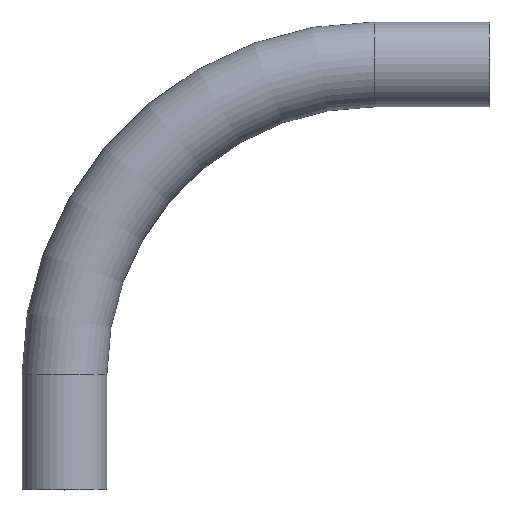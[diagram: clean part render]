
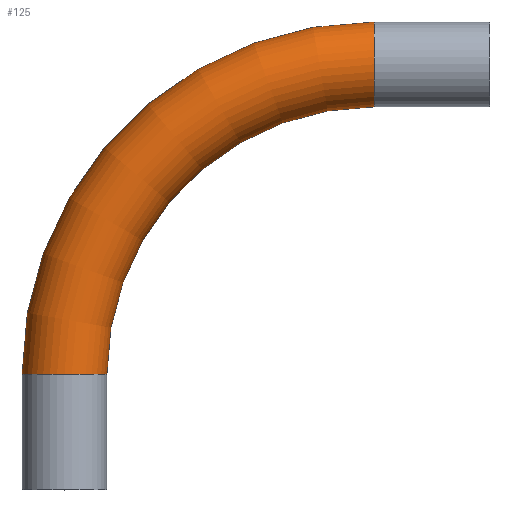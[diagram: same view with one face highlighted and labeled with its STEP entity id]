
A CAD part, top view. The second image highlights one B-rep face of the part: STEP entity #125.
In plain terms, the highlighted toroidal (fillet/blend) face has major radius 231.75 mm and minor radius 31.75 mm.
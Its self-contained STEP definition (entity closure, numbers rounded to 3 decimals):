
#20=TOROIDAL_SURFACE('',#165,231.75,31.75);
#25=FACE_OUTER_BOUND('',#33,.T.);
#33=EDGE_LOOP('',(#105,#106,#107,#108));
#55=CIRCLE('',#164,31.75);
#56=CIRCLE('',#166,200.);
#57=CIRCLE('',#167,31.75);
#66=VERTEX_POINT('',#240);
#67=VERTEX_POINT('',#244);
#80=EDGE_CURVE('',#66,#66,#55,.T.);
#81=EDGE_CURVE('',#66,#67,#56,.T.);
#82=EDGE_CURVE('',#67,#67,#57,.T.);
#105=ORIENTED_EDGE('',*,*,#80,.F.);
#106=ORIENTED_EDGE('',*,*,#81,.T.);
#107=ORIENTED_EDGE('',*,*,#82,.T.);
#108=ORIENTED_EDGE('',*,*,#81,.F.);
#125=ADVANCED_FACE('',(#25),#20,.T.);
#164=AXIS2_PLACEMENT_3D('',#242,#201,#202);
#165=AXIS2_PLACEMENT_3D('',#243,#203,#204);
#166=AXIS2_PLACEMENT_3D('',#245,#205,#206);
#167=AXIS2_PLACEMENT_3D('',#246,#207,#208);
#201=DIRECTION('center_axis',(1.,0.,0.));
#202=DIRECTION('ref_axis',(0.,1.,0.));
#203=DIRECTION('center_axis',(0.,0.,-1.));
#204=DIRECTION('ref_axis',(-1.,0.,0.));
#205=DIRECTION('center_axis',(0.,0.,1.));
#206=DIRECTION('ref_axis',(-1.,0.,0.));
#207=DIRECTION('center_axis',(0.,1.,0.));
#208=DIRECTION('ref_axis',(-1.,0.,0.));
#240=CARTESIAN_POINT('',(231.75,286.7,0.));
#242=CARTESIAN_POINT('Origin',(231.75,318.45,0.));
#243=CARTESIAN_POINT('Origin',(231.75,86.7,0.));
#244=CARTESIAN_POINT('',(31.75,86.7,0.));
#245=CARTESIAN_POINT('Origin',(231.75,86.7,0.));
#246=CARTESIAN_POINT('Origin',(0.,86.7,0.));
